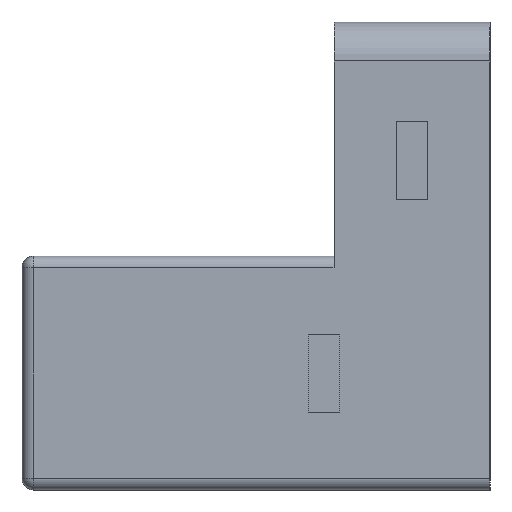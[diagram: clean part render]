
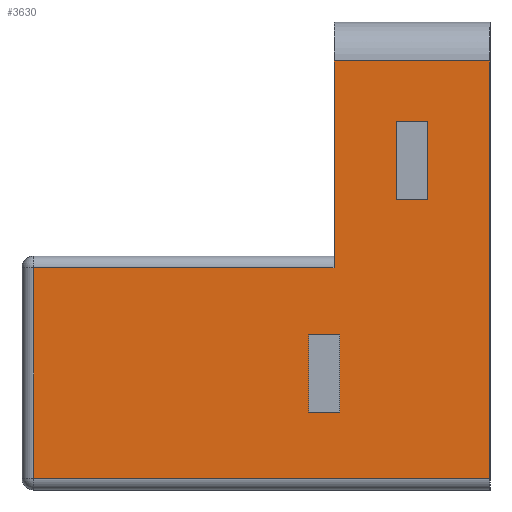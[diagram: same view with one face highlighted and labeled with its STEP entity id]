
A CAD part, left-side view. The second image highlights one B-rep face of the part: STEP entity #3630.
In plain terms, the highlighted planar face has unit normal (-1, 0, 0).
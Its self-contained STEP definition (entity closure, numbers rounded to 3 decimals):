
#1169=DIRECTION('',(0.,-1.,0.));
#1170=VECTOR('',#1169,11.7);
#1171=CARTESIAN_POINT('',(-6.675,9.7,-11.7));
#1172=LINE('',#1171,#1170);
#1360=DIRECTION('',(0.,1.,0.));
#1361=VECTOR('',#1360,7.7);
#1362=CARTESIAN_POINT('',(-6.675,2.,-6.3));
#1363=LINE('',#1362,#1361);
#1368=DIRECTION('',(0.,0.,1.));
#1369=VECTOR('',#1368,5.3);
#1370=CARTESIAN_POINT('',(-6.675,2.,-6.3));
#1371=LINE('',#1370,#1369);
#1372=DIRECTION('',(0.,0.,-1.));
#1373=VECTOR('',#1372,10.7);
#1374=CARTESIAN_POINT('',(-6.675,-2.,-1.));
#1375=LINE('',#1374,#1373);
#1376=DIRECTION('',(0.,0.,-1.));
#1377=VECTOR('',#1376,5.4);
#1378=CARTESIAN_POINT('',(-6.675,9.7,-6.3));
#1379=LINE('',#1378,#1377);
#2291=DIRECTION('',(0.,1.,0.));
#2292=VECTOR('',#2291,4.);
#2293=CARTESIAN_POINT('',(-6.675,-2.,-1.));
#2294=LINE('',#2293,#2292);
#2585=DIRECTION('',(0.,1.,0.));
#2586=VECTOR('',#2585,0.8);
#2587=CARTESIAN_POINT('',(-6.675,-0.4,-4.55));
#2588=LINE('',#2587,#2586);
#2593=DIRECTION('',(0.,0.,1.));
#2594=VECTOR('',#2593,2.);
#2595=CARTESIAN_POINT('',(-6.675,0.4,-4.55));
#2596=LINE('',#2595,#2594);
#2601=DIRECTION('',(0.,-1.,0.));
#2602=VECTOR('',#2601,0.8);
#2603=CARTESIAN_POINT('',(-6.675,0.4,-2.55));
#2604=LINE('',#2603,#2602);
#2609=DIRECTION('',(0.,0.,-1.));
#2610=VECTOR('',#2609,2.);
#2611=CARTESIAN_POINT('',(-6.675,-0.4,-2.55));
#2612=LINE('',#2611,#2610);
#2633=DIRECTION('',(0.,1.,0.));
#2634=VECTOR('',#2633,0.8);
#2635=CARTESIAN_POINT('',(-6.675,1.85,-10.));
#2636=LINE('',#2635,#2634);
#2641=DIRECTION('',(0.,0.,1.));
#2642=VECTOR('',#2641,2.);
#2643=CARTESIAN_POINT('',(-6.675,2.65,-10.));
#2644=LINE('',#2643,#2642);
#2649=DIRECTION('',(0.,-1.,0.));
#2650=VECTOR('',#2649,0.8);
#2651=CARTESIAN_POINT('',(-6.675,2.65,-8.));
#2652=LINE('',#2651,#2650);
#2657=DIRECTION('',(0.,0.,-1.));
#2658=VECTOR('',#2657,2.);
#2659=CARTESIAN_POINT('',(-6.675,1.85,-8.));
#2660=LINE('',#2659,#2658);
#2762=CARTESIAN_POINT('',(-6.675,-2.,-11.7));
#2764=VERTEX_POINT('',#2762);
#2765=CARTESIAN_POINT('',(-6.675,-2.,-1.));
#2766=VERTEX_POINT('',#2765);
#2819=CARTESIAN_POINT('',(-6.675,9.7,-11.7));
#2820=VERTEX_POINT('',#2819);
#2891=CARTESIAN_POINT('',(-6.675,2.,-1.));
#2892=VERTEX_POINT('',#2891);
#2893=CARTESIAN_POINT('',(-6.675,2.,-6.3));
#2894=VERTEX_POINT('',#2893);
#3173=CARTESIAN_POINT('',(-6.675,9.7,-6.3));
#3174=VERTEX_POINT('',#3173);
#3175=CARTESIAN_POINT('',(-6.675,-0.4,-4.55));
#3176=CARTESIAN_POINT('',(-6.675,0.4,-4.55));
#3177=VERTEX_POINT('',#3175);
#3178=VERTEX_POINT('',#3176);
#3179=CARTESIAN_POINT('',(-6.675,-0.4,-2.55));
#3180=VERTEX_POINT('',#3179);
#3181=CARTESIAN_POINT('',(-6.675,0.4,-2.55));
#3182=VERTEX_POINT('',#3181);
#3183=CARTESIAN_POINT('',(-6.675,1.85,-10.));
#3184=CARTESIAN_POINT('',(-6.675,2.65,-10.));
#3185=VERTEX_POINT('',#3183);
#3186=VERTEX_POINT('',#3184);
#3187=CARTESIAN_POINT('',(-6.675,1.85,-8.));
#3188=VERTEX_POINT('',#3187);
#3189=CARTESIAN_POINT('',(-6.675,2.65,-8.));
#3190=VERTEX_POINT('',#3189);
#3595=CARTESIAN_POINT('',(-6.675,-2.,-12.));
#3596=DIRECTION('',(-1.,0.,0.));
#3597=DIRECTION('',(0.,0.,1.));
#3598=AXIS2_PLACEMENT_3D('',#3595,#3596,#3597);
#3599=PLANE('',#3598);
#3600=ORIENTED_EDGE('',*,*,#3356,.F.);
#3602=ORIENTED_EDGE('',*,*,#3601,.F.);
#3603=ORIENTED_EDGE('',*,*,#3587,.F.);
#3604=ORIENTED_EDGE('',*,*,#3502,.T.);
#3606=ORIENTED_EDGE('',*,*,#3605,.F.);
#3607=ORIENTED_EDGE('',*,*,#3283,.T.);
#3608=EDGE_LOOP('',(#3600,#3602,#3603,#3604,#3606,#3607));
#3609=FACE_OUTER_BOUND('',#3608,.F.);
#3611=ORIENTED_EDGE('',*,*,#3610,.F.);
#3613=ORIENTED_EDGE('',*,*,#3612,.F.);
#3615=ORIENTED_EDGE('',*,*,#3614,.F.);
#3617=ORIENTED_EDGE('',*,*,#3616,.F.);
#3618=EDGE_LOOP('',(#3611,#3613,#3615,#3617));
#3619=FACE_BOUND('',#3618,.F.);
#3621=ORIENTED_EDGE('',*,*,#3620,.F.);
#3623=ORIENTED_EDGE('',*,*,#3622,.F.);
#3625=ORIENTED_EDGE('',*,*,#3624,.F.);
#3627=ORIENTED_EDGE('',*,*,#3626,.F.);
#3628=EDGE_LOOP('',(#3621,#3623,#3625,#3627));
#3629=FACE_BOUND('',#3628,.F.);
#3283=EDGE_CURVE('',#2766,#2764,#1375,.T.);
#3356=EDGE_CURVE('',#2820,#2764,#1172,.T.);
#3502=EDGE_CURVE('',#2894,#2892,#1371,.T.);
#3587=EDGE_CURVE('',#2894,#3174,#1363,.T.);
#3601=EDGE_CURVE('',#3174,#2820,#1379,.T.);
#3605=EDGE_CURVE('',#2766,#2892,#2294,.T.);
#3610=EDGE_CURVE('',#3177,#3178,#2588,.T.);
#3612=EDGE_CURVE('',#3180,#3177,#2612,.T.);
#3614=EDGE_CURVE('',#3182,#3180,#2604,.T.);
#3616=EDGE_CURVE('',#3178,#3182,#2596,.T.);
#3620=EDGE_CURVE('',#3185,#3186,#2636,.T.);
#3622=EDGE_CURVE('',#3188,#3185,#2660,.T.);
#3624=EDGE_CURVE('',#3190,#3188,#2652,.T.);
#3626=EDGE_CURVE('',#3186,#3190,#2644,.T.);
#3630=ADVANCED_FACE('',(#3609,#3619,#3629),#3599,.T.);
